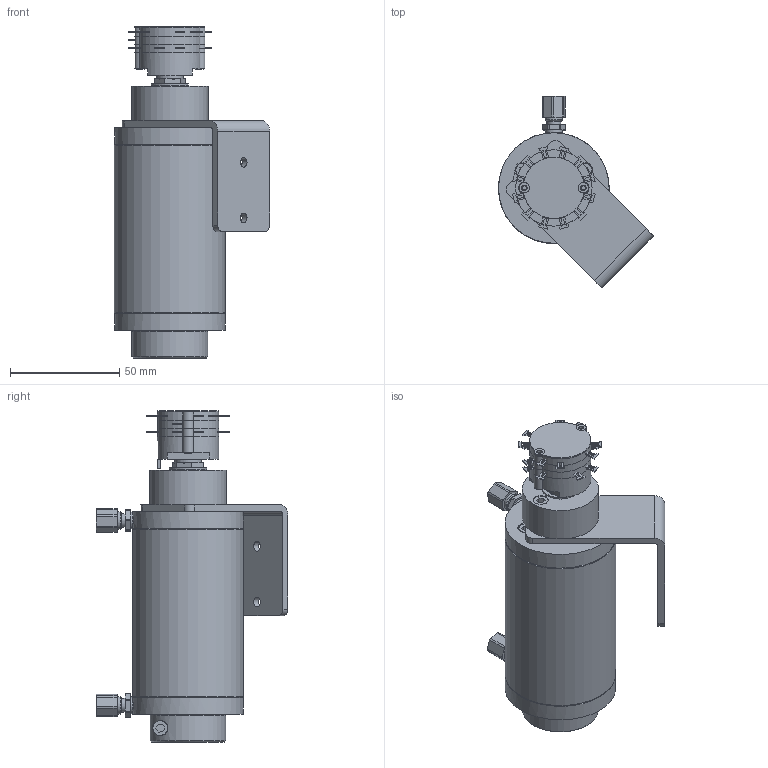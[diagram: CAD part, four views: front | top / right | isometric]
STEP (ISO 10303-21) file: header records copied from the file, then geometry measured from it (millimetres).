
FILE_DESCRIPTION((''),'2;1');
FILE_NAME('312358-AH4S Air actuator 4 mpos high torque.stp','2013-08-14T13:44:31',('Franzp'),(''),'Autodesk Inventor 2013','Autodesk Inventor 2013','');
FILE_SCHEMA(('AUTOMOTIVE_DESIGN { 1 0 10303 214 1 1 1 1 }'));
Length unit declared in the file: millimetre
Products named in the file (1): 312358_Shrinkwrap_1
Bounding box: 70.96 x 87.65 x 151.84 mm (x, y, z)
Surface area: 41319.9 mm2 (no closed solid volume)
Topology: 0 solids, 73 shells, 247 faces, 1188 edges, 1015 vertices
Faces by surface type: plane 158, cylinder 74, cone 13, bspline 2
Full cylindrical faces by diameter (mm): 1.9 x2, 3.3 x2, 4.166 x1, 4.32 x2, 6.3 x2, 6.7 x1, 7 x1, 7.65 x2, 7.938 x2, 12.2 x1, 17.1 x1, 34.925 x1, 50.54 x2, 50.69 x1
Entity records: 12779 total; most frequent: CARTESIAN_POINT 2663, DIRECTION 1890, ORIENTED_EDGE 1519, EDGE_CURVE 1149, VERTEX_POINT 1010, VECTOR 868, LINE 868, AXIS2_PLACEMENT_3D 511
